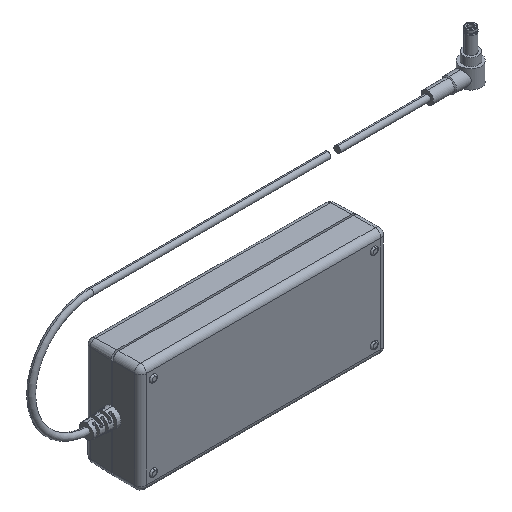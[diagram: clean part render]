
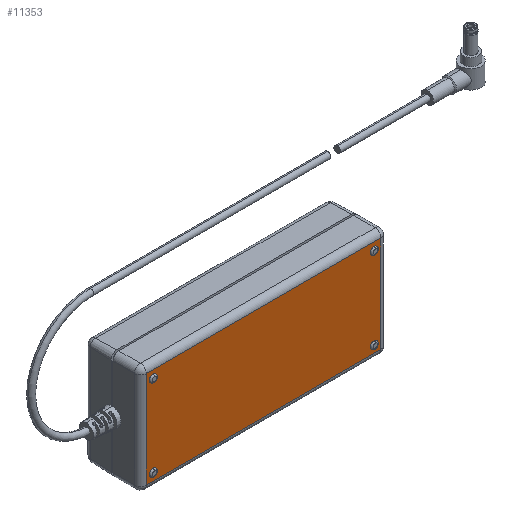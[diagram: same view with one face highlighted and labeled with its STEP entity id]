
A CAD part, isometric view. The second image highlights one B-rep face of the part: STEP entity #11353.
In plain terms, the highlighted planar face has unit normal (0, -1, 0).
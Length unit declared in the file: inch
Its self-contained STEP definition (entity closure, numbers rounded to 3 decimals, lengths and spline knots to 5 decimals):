
#25 = EDGE_CURVE ( 'NONE', #5474, #12600, #9177, .T. ) ;
#203 = VERTEX_POINT ( 'NONE', #3893 ) ;
#300 = CIRCLE ( 'NONE', #3884, 0.076 ) ;
#370 = CIRCLE ( 'NONE', #2991, 0.076 ) ;
#408 = DIRECTION ( 'NONE',  ( 0., -1., 0. ) ) ;
#451 = DIRECTION ( 'NONE',  ( 0., 0., -1. ) ) ;
#879 = EDGE_LOOP ( 'NONE', ( #8690, #3475 ) ) ;
#968 = CARTESIAN_POINT ( 'NONE',  ( -2.475, -0.595, -1.018 ) ) ;
#1002 = VERTEX_POINT ( 'NONE', #3018 ) ;
#1025 = EDGE_CURVE ( 'NONE', #203, #1002, #11736, .T. ) ;
#1051 = CARTESIAN_POINT ( 'NONE',  ( -2.33, -0.595, 0.784 ) ) ;
#1305 = EDGE_CURVE ( 'NONE', #12706, #11937, #2220, .T. ) ;
#1662 = DIRECTION ( 'NONE',  ( 0., 0., 1. ) ) ;
#1751 = CARTESIAN_POINT ( 'NONE',  ( -2.33, -0.595, -0.784 ) ) ;
#1854 = AXIS2_PLACEMENT_3D ( 'NONE', #6830, #408, #7917 ) ;
#1866 = CARTESIAN_POINT ( 'NONE',  ( 2.475, -0.595, 1.018 ) ) ;
#1964 = LINE ( 'NONE', #10208, #6982 ) ;
#2206 = CARTESIAN_POINT ( 'NONE',  ( -2.33, -0.595, -0.86 ) ) ;
#2220 = CIRCLE ( 'NONE', #1854, 0.076 ) ;
#2311 = FACE_BOUND ( 'NONE', #2619, .T. ) ;
#2376 = ORIENTED_EDGE ( 'NONE', *, *, #1025, .T. ) ;
#2541 = EDGE_LOOP ( 'NONE', ( #6914, #8351 ) ) ;
#2619 = EDGE_LOOP ( 'NONE', ( #11488, #11346 ) ) ;
#2776 = DIRECTION ( 'NONE',  ( 0., -1., 0. ) ) ;
#2957 = DIRECTION ( 'NONE',  ( 0., -1., 0. ) ) ;
#2991 = AXIS2_PLACEMENT_3D ( 'NONE', #3239, #4306, #8735 ) ;
#3015 = CARTESIAN_POINT ( 'NONE',  ( 2.33, -0.595, 0.784 ) ) ;
#3018 = CARTESIAN_POINT ( 'NONE',  ( 2.475, -0.595, -1.018 ) ) ;
#3105 = CARTESIAN_POINT ( 'NONE',  ( 2.33, -0.595, -0.86 ) ) ;
#3239 = CARTESIAN_POINT ( 'NONE',  ( 2.33, -0.595, 0.86 ) ) ;
#3271 = ORIENTED_EDGE ( 'NONE', *, *, #6096, .T. ) ;
#3475 = ORIENTED_EDGE ( 'NONE', *, *, #9319, .F. ) ;
#3554 = CIRCLE ( 'NONE', #7733, 0.076 ) ;
#3657 = CARTESIAN_POINT ( 'NONE',  ( -2.475, -0.595, 1.018 ) ) ;
#3703 = DIRECTION ( 'NONE',  ( -1., 0., 0. ) ) ;
#3763 = LINE ( 'NONE', #3657, #5272 ) ;
#3881 = CARTESIAN_POINT ( 'NONE',  ( 2.33, -0.595, 0.936 ) ) ;
#3884 = AXIS2_PLACEMENT_3D ( 'NONE', #2206, #9705, #11766 ) ;
#3893 = CARTESIAN_POINT ( 'NONE',  ( -2.475, -0.595, -1.018 ) ) ;
#4000 = CARTESIAN_POINT ( 'NONE',  ( -2.33, -0.595, 0.936 ) ) ;
#4306 = DIRECTION ( 'NONE',  ( 0., -1., 0. ) ) ;
#4314 = CARTESIAN_POINT ( 'NONE',  ( -2.33, -0.595, 0.86 ) ) ;
#4643 = EDGE_CURVE ( 'NONE', #13268, #7370, #5662, .T. ) ;
#4685 = AXIS2_PLACEMENT_3D ( 'NONE', #10049, #13163, #451 ) ;
#5043 = CARTESIAN_POINT ( 'NONE',  ( -2.475, -0.595, 1.018 ) ) ;
#5064 = DIRECTION ( 'NONE',  ( 0., 0., 1. ) ) ;
#5194 = DIRECTION ( 'NONE',  ( 0., 0., -1. ) ) ;
#5272 = VECTOR ( 'NONE', #3703, 39.37008 ) ;
#5398 = DIRECTION ( 'NONE',  ( 0., 0., -1. ) ) ;
#5474 = VERTEX_POINT ( 'NONE', #9917 ) ;
#5569 = VECTOR ( 'NONE', #13690, 39.37008 ) ;
#5662 = CIRCLE ( 'NONE', #7718, 0.076 ) ;
#5923 = ORIENTED_EDGE ( 'NONE', *, *, #12096, .T. ) ;
#5932 = CIRCLE ( 'NONE', #11032, 0.076 ) ;
#5951 = CARTESIAN_POINT ( 'NONE',  ( -2.33, -0.595, -0.86 ) ) ;
#6021 = ORIENTED_EDGE ( 'NONE', *, *, #9341, .T. ) ;
#6096 = EDGE_CURVE ( 'NONE', #1002, #11481, #1964, .T. ) ;
#6311 = FACE_BOUND ( 'NONE', #2541, .T. ) ;
#6359 = CARTESIAN_POINT ( 'NONE',  ( 2.33, -0.595, -0.936 ) ) ;
#6406 = VERTEX_POINT ( 'NONE', #3015 ) ;
#6830 = CARTESIAN_POINT ( 'NONE',  ( -2.33, -0.595, 0.86 ) ) ;
#6835 = AXIS2_PLACEMENT_3D ( 'NONE', #4314, #7512, #5398 ) ;
#6914 = ORIENTED_EDGE ( 'NONE', *, *, #13220, .F. ) ;
#6982 = VECTOR ( 'NONE', #5064, 39.37008 ) ;
#7370 = VERTEX_POINT ( 'NONE', #12099 ) ;
#7403 = CIRCLE ( 'NONE', #6835, 0.076 ) ;
#7501 = FACE_BOUND ( 'NONE', #879, .T. ) ;
#7512 = DIRECTION ( 'NONE',  ( 0., -1., 0. ) ) ;
#7718 = AXIS2_PLACEMENT_3D ( 'NONE', #3105, #2957, #5194 ) ;
#7733 = AXIS2_PLACEMENT_3D ( 'NONE', #11253, #12164, #1662 ) ;
#7917 = DIRECTION ( 'NONE',  ( 0., 0., -1. ) ) ;
#8351 = ORIENTED_EDGE ( 'NONE', *, *, #25, .F. ) ;
#8436 = DIRECTION ( 'NONE',  ( 0., 0., -1. ) ) ;
#8690 = ORIENTED_EDGE ( 'NONE', *, *, #4643, .F. ) ;
#8735 = DIRECTION ( 'NONE',  ( 0., 0., 1. ) ) ;
#8943 = ORIENTED_EDGE ( 'NONE', *, *, #12781, .F. ) ;
#9177 = CIRCLE ( 'NONE', #11324, 0.076 ) ;
#9319 = EDGE_CURVE ( 'NONE', #7370, #13268, #5932, .T. ) ;
#9341 = EDGE_CURVE ( 'NONE', #13711, #203, #11449, .T. ) ;
#9705 = DIRECTION ( 'NONE',  ( 0., -1., 0. ) ) ;
#9776 = EDGE_CURVE ( 'NONE', #6406, #10954, #3554, .T. ) ;
#9917 = CARTESIAN_POINT ( 'NONE',  ( -2.33, -0.595, -0.936 ) ) ;
#10049 = CARTESIAN_POINT ( 'NONE',  ( -2.475, -0.595, -1.018 ) ) ;
#10093 = PLANE ( 'NONE',  #4685 ) ;
#10208 = CARTESIAN_POINT ( 'NONE',  ( 2.475, -0.595, 1.018 ) ) ;
#10310 = DIRECTION ( 'NONE',  ( 0., 0., 1. ) ) ;
#10344 = FACE_OUTER_BOUND ( 'NONE', #11298, .T. ) ;
#10954 = VERTEX_POINT ( 'NONE', #3881 ) ;
#11032 = AXIS2_PLACEMENT_3D ( 'NONE', #13665, #12642, #8436 ) ;
#11253 = CARTESIAN_POINT ( 'NONE',  ( 2.33, -0.595, 0.86 ) ) ;
#11298 = EDGE_LOOP ( 'NONE', ( #2376, #3271, #5923, #6021 ) ) ;
#11324 = AXIS2_PLACEMENT_3D ( 'NONE', #5951, #2776, #10310 ) ;
#11346 = ORIENTED_EDGE ( 'NONE', *, *, #9776, .F. ) ;
#11353 = ADVANCED_FACE ( 'NONE', ( #7501, #11985, #10344, #6311, #2311 ), #10093, .T. ) ;
#11449 = LINE ( 'NONE', #968, #11918 ) ;
#11481 = VERTEX_POINT ( 'NONE', #1866 ) ;
#11488 = ORIENTED_EDGE ( 'NONE', *, *, #12338, .F. ) ;
#11736 = LINE ( 'NONE', #13833, #5569 ) ;
#11766 = DIRECTION ( 'NONE',  ( 0., 0., 1. ) ) ;
#11918 = VECTOR ( 'NONE', #13753, 39.37008 ) ;
#11937 = VERTEX_POINT ( 'NONE', #1051 ) ;
#11947 = EDGE_LOOP ( 'NONE', ( #8943, #13257 ) ) ;
#11985 = FACE_BOUND ( 'NONE', #11947, .T. ) ;
#12096 = EDGE_CURVE ( 'NONE', #11481, #13711, #3763, .T. ) ;
#12099 = CARTESIAN_POINT ( 'NONE',  ( 2.33, -0.595, -0.784 ) ) ;
#12164 = DIRECTION ( 'NONE',  ( 0., -1., 0. ) ) ;
#12338 = EDGE_CURVE ( 'NONE', #10954, #6406, #370, .T. ) ;
#12600 = VERTEX_POINT ( 'NONE', #1751 ) ;
#12642 = DIRECTION ( 'NONE',  ( 0., -1., 0. ) ) ;
#12706 = VERTEX_POINT ( 'NONE', #4000 ) ;
#12781 = EDGE_CURVE ( 'NONE', #11937, #12706, #7403, .T. ) ;
#13163 = DIRECTION ( 'NONE',  ( 0., -1., 0. ) ) ;
#13220 = EDGE_CURVE ( 'NONE', #12600, #5474, #300, .T. ) ;
#13257 = ORIENTED_EDGE ( 'NONE', *, *, #1305, .F. ) ;
#13268 = VERTEX_POINT ( 'NONE', #6359 ) ;
#13665 = CARTESIAN_POINT ( 'NONE',  ( 2.33, -0.595, -0.86 ) ) ;
#13690 = DIRECTION ( 'NONE',  ( 1., 0., 0. ) ) ;
#13711 = VERTEX_POINT ( 'NONE', #5043 ) ;
#13753 = DIRECTION ( 'NONE',  ( 0., 0., -1. ) ) ;
#13833 = CARTESIAN_POINT ( 'NONE',  ( 2.475, -0.595, -1.018 ) ) ;
